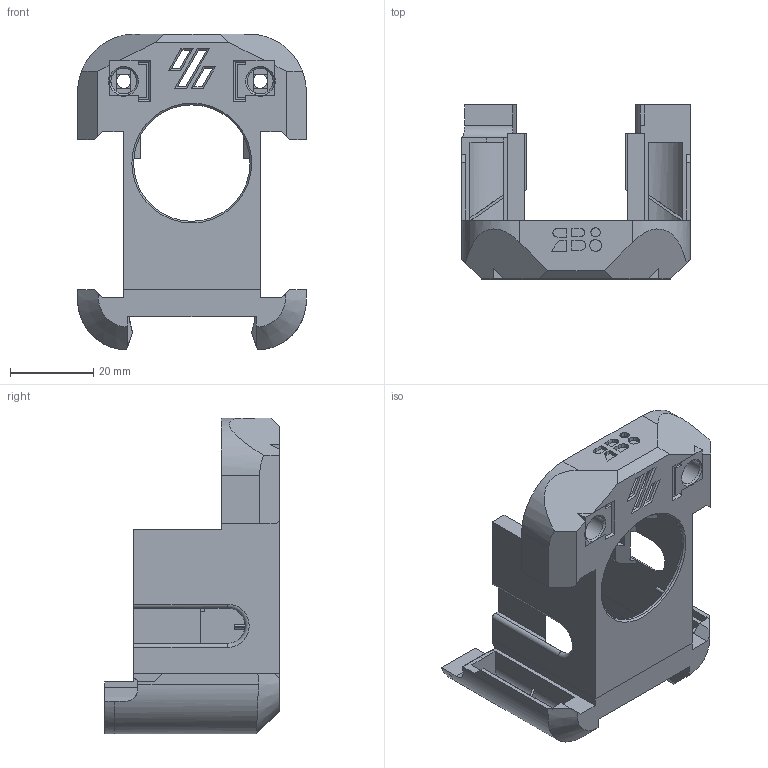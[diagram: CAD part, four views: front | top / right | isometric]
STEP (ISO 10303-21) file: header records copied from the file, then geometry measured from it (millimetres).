
FILE_DESCRIPTION(/* description */ (''),/* implementation_level */ '2;1');
FILE_NAME(/* name */ 'Rapid Burner Cowl.step',/* time_stamp */ '2023-12-29T20:07:53+10:30',/* author */ (''),/* organization */ (''),/* preprocessor_version */ 'ST-DEVELOPER v20',/* originating_system */ 'Autodesk Translation Framework v12.14.0.127',/* authorisation */ '');
FILE_SCHEMA (('AUTOMOTIVE_DESIGN { 1 0 10303 214 3 1 1 }'));
Length unit declared in the file: millimetre
Products named in the file (9): Rapid_Burner_v0.2_v8 Modv2; Cowl; Ducts; Duct_Left (1); Standard (1); Duct_Right (1); Standard; Main Body; Component444
Assembly tree (8 placements, depth 5):
  Rapid_Burner_v0.2_v8 Modv2
    Cowl
      Ducts
        Duct_Left (1)
          Standard (1)
        Duct_Right (1)
          Standard
      Main Body
    Component444
Bounding box: 55 x 42 x 75.96 mm (x, y, z)
Volume: 18378.7 mm3; surface area: 19206.1 mm2
Topology: 1 solids, 1 shells, 373 faces, 1046 edges, 680 vertices
Faces by surface type: plane 246, cylinder 56, bspline 49, cone 18, torus 4
Full cylindrical faces by diameter (mm): 3.2 x2, 3.4 x2, 4.6 x1, 4.7 x1, 6.2 x2, 6.5 x2, 28 x1
Entity records: 12644 total; most frequent: CARTESIAN_POINT 3031, ORIENTED_EDGE 2092, DIRECTION 1772, EDGE_CURVE 1046, LINE 744, VECTOR 744, VERTEX_POINT 680, AXIS2_PLACEMENT_3D 514
